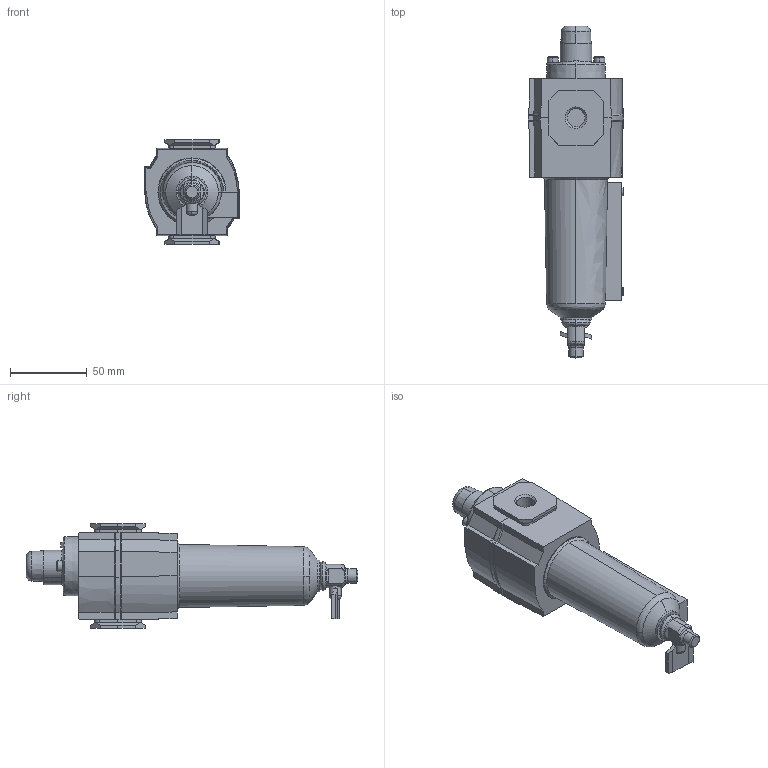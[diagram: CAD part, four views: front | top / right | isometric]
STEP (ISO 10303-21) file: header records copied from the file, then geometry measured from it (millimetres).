
FILE_DESCRIPTION (( 'STEP AP214' ), '1' );
FILE_NAME ('Norgren-F73C-2AD-QD0.step', '2019-03-02T22:58:02', ( '' ), ( '' ), 'SwSTEP 2.0', 'SolidWorks 2019', '' );
FILE_SCHEMA (( 'AUTOMOTIVE_DESIGN' ));
Length unit declared in the file: millimetre
Products named in the file (7): Norgren-F73C-2AD-QD0; Norgren-F73C-2AD-QD0_F73GC_5797-50; Norgren-F73C-2AD-QD0_F73GC_73d_Q; Norgren-F73C-2AD-QD0_F73GC_73g-2_D; Norgren-F73C-2AD-QD0_F73GC_ss_03; Norgren-F73C-2AD-QD0_F73GC_ss_24_Q; Norgren-F73C-2AD-QD0_F73GC_ss_44
Assembly tree (6 placements, depth 3):
  Norgren-F73C-2AD-QD0
    Norgren-F73C-2AD-QD0_F73GC_73g-2_D
      Norgren-F73C-2AD-QD0_F73GC_5797-50
      Norgren-F73C-2AD-QD0_F73GC_ss_44
    Norgren-F73C-2AD-QD0_F73GC_73d_Q
      Norgren-F73C-2AD-QD0_F73GC_ss_03
      Norgren-F73C-2AD-QD0_F73GC_ss_24_Q
Bounding box: 62.31 x 215.79 x 68 mm (x, y, z)
Volume: 352558.5 mm3; surface area: 48744.2 mm2
Topology: 5 solids, 5 shells, 311 faces, 753 edges, 467 vertices
Faces by surface type: plane 194, cylinder 53, bspline 35, torus 17, cone 12
Entity records: 12649 total; most frequent: CARTESIAN_POINT 2741, ORIENTED_EDGE 1506, DIRECTION 1473, EDGE_CURVE 753, LINE 503, VECTOR 503, AXIS2_PLACEMENT_3D 485, VERTEX_POINT 467
